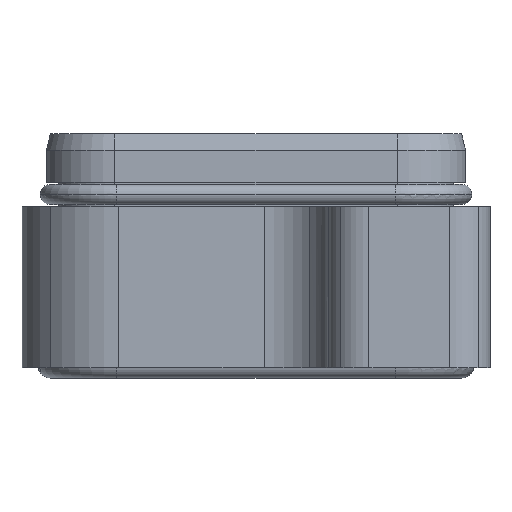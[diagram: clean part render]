
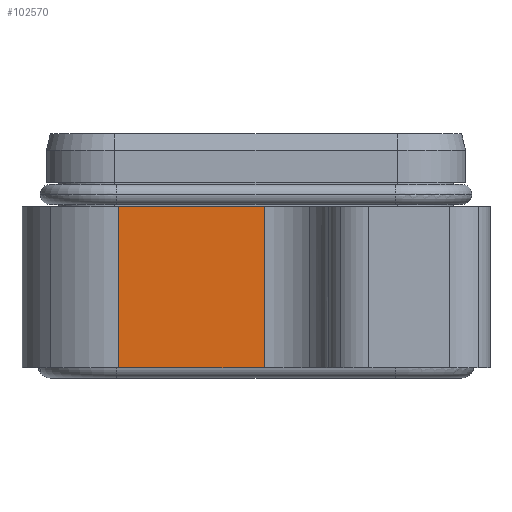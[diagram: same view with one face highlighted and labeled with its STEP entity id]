
A CAD part, left-side view. The second image highlights one B-rep face of the part: STEP entity #102570.
In plain terms, the highlighted planar face has unit normal (-1, 0, 0).
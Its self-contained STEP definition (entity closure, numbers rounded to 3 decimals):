
#17390=CARTESIAN_POINT('',(-77.75,17.,20.));
#17400=VERTEX_POINT('',#17390);
#17450=CARTESIAN_POINT('',(-77.75,17.,0.));
#17460=DIRECTION('',(0.,0.,1.));
#17470=VECTOR('',#17460,20.);
#17480=LINE('',#17450,#17470);
#17490=CARTESIAN_POINT('',(-77.75,17.,0.));
#17500=VERTEX_POINT('',#17490);
#17510=EDGE_CURVE('',#17500,#17400,#17480,.T.);
#67730=CARTESIAN_POINT('',(-77.75,17.,0.));
#67740=DIRECTION('',(0.,-1.,0.));
#67750=VECTOR('',#67740,18.);
#67760=LINE('',#67730,#67750);
#67770=CARTESIAN_POINT('',(-77.75,-1.,0.));
#67780=VERTEX_POINT('',#67770);
#67790=EDGE_CURVE('',#17500,#67780,#67760,.T.);
#101890=CARTESIAN_POINT('',(-77.75,-1.,20.));
#101900=DIRECTION('',(0.,0.,-1.));
#101910=VECTOR('',#101900,20.);
#101920=LINE('',#101890,#101910);
#101930=CARTESIAN_POINT('',(-77.75,-1.,20.));
#101940=VERTEX_POINT('',#101930);
#101950=EDGE_CURVE('',#101940,#67780,#101920,.T.);
#102410=CARTESIAN_POINT('',(-77.75,-9.,0.));
#102420=DIRECTION('',(-1.,0.,0.));
#102430=DIRECTION('',(0.,0.,-1.));
#102440=AXIS2_PLACEMENT_3D('',#102410,#102420,#102430);
#102450=PLANE('',#102440);
#102460=ORIENTED_EDGE('',*,*,#101950,.F.);
#102470=ORIENTED_EDGE('',*,*,#67790,.T.);
#102480=ORIENTED_EDGE('',*,*,#17510,.F.);
#102490=CARTESIAN_POINT('',(-77.75,-1.,20.));
#102500=DIRECTION('',(0.,1.,0.));
#102510=VECTOR('',#102500,18.);
#102520=LINE('',#102490,#102510);
#102530=EDGE_CURVE('',#101940,#17400,#102520,.T.);
#102540=ORIENTED_EDGE('',*,*,#102530,.T.);
#102550=EDGE_LOOP('',(#102540,#102480,#102470,#102460));
#102560=FACE_OUTER_BOUND('',#102550,.T.);
#102570=ADVANCED_FACE('',(#102560),#102450,.T.);
